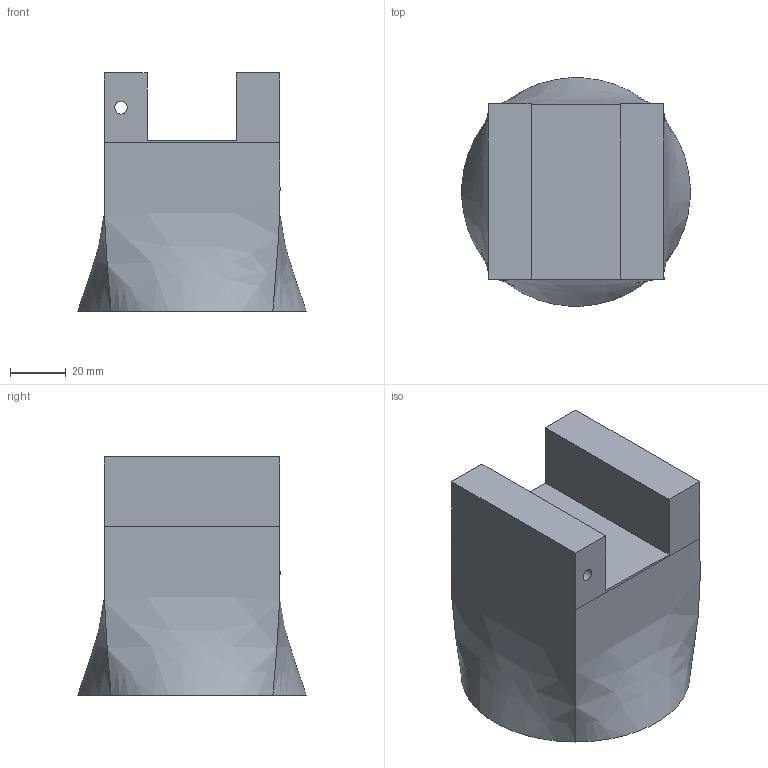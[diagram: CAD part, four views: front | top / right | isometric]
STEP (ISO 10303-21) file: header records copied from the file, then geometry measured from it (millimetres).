
FILE_DESCRIPTION(/* description */ ('STEP AP242','CAx-IF Rec.Pracs.---Representation and Presentation of Product Manufacturing Information (PMI)---4.0---2014-10-13','CAx-IF Rec.Pracs.---3D Tessellated Geometry---0.4---2014-09-14','2;1'),/* implementation_level */ '2;1');
FILE_NAME(/* name */ '62e98ebba0feaa2881a1d55a',/* time_stamp */ '2022-08-02T20:53:15+00:00',/* author */ (''),/* organization */ (''),/* preprocessor_version */ 'ST-DEVELOPER v18.102',/* originating_system */ ' ',/* authorisation */ ' ');
FILE_SCHEMA (('AP242_MANAGED_MODEL_BASED_3D_ENGINEERING_MIM_LF { 1 0 10303 442 1 1 4 }'));
Length unit declared in the file: metre
Products named in the file (1): Part 1
Bounding box: 81.88 x 81.88 x 85.4 mm (x, y, z)
Volume: 306562.3 mm3; surface area: 33191.8 mm2
Topology: 1 solids, 1 shells, 15 faces, 36 edges, 23 vertices
Faces by surface type: plane 10, bspline 4, cylinder 1
Full cylindrical faces by diameter (mm): 4.5 x1
Entity records: 816 total; most frequent: CARTESIAN_POINT 476, ORIENTED_EDGE 68, DIRECTION 52, EDGE_CURVE 34, LINE 24, VECTOR 24, VERTEX_POINT 22, EDGE_LOOP 18
